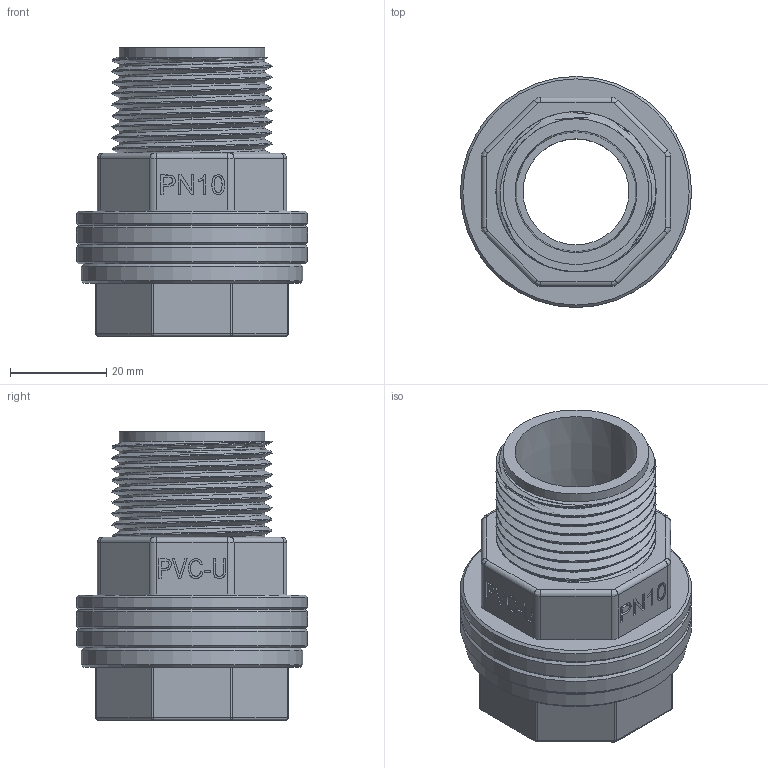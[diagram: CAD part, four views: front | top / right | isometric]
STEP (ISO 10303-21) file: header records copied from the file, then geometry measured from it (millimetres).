
FILE_DESCRIPTION(/* description */ (''),/* implementation_level */ '2;1');
FILE_NAME(/* name */ '251.stp',/* time_stamp */ '2026-02-07T14:21:34+08:00',/* author */ (''),/* organization */ (''),/* preprocessor_version */ 'ST-DEVELOPER v16',/* originating_system */ 'SIEMENS PLM Software NX 10.0',/* authorisation */ '');
FILE_SCHEMA (('AUTOMOTIVE_DESIGN { 1 0 10303 214 3 1 1 1 }'));
Length unit declared in the file: millimetre
Products named in the file (1): gelv1678D1822cnn
Bounding box: 48 x 48 x 59.9 mm (x, y, z)
Volume: 44376.7 mm3; surface area: 28638.5 mm2
Topology: 4 solids, 4 shells, 347 faces, 891 edges, 574 vertices
Faces by surface type: plane 161, extrusion 88, cylinder 68, bspline 12, cone 10, sphere 8
Full cylindrical faces by diameter (mm): 1.6 x1, 2.4 x1, 22 x1, 30.291 x19, 34 x2, 46 x1, 48 x3
Entity records: 17434 total; most frequent: CARTESIAN_POINT 10332, ORIENTED_EDGE 1602, DIRECTION 1071, EDGE_CURVE 801, VERTEX_POINT 531, B_SPLINE_CURVE_WITH_KNOTS 483, EDGE_LOOP 386, VECTOR 375
